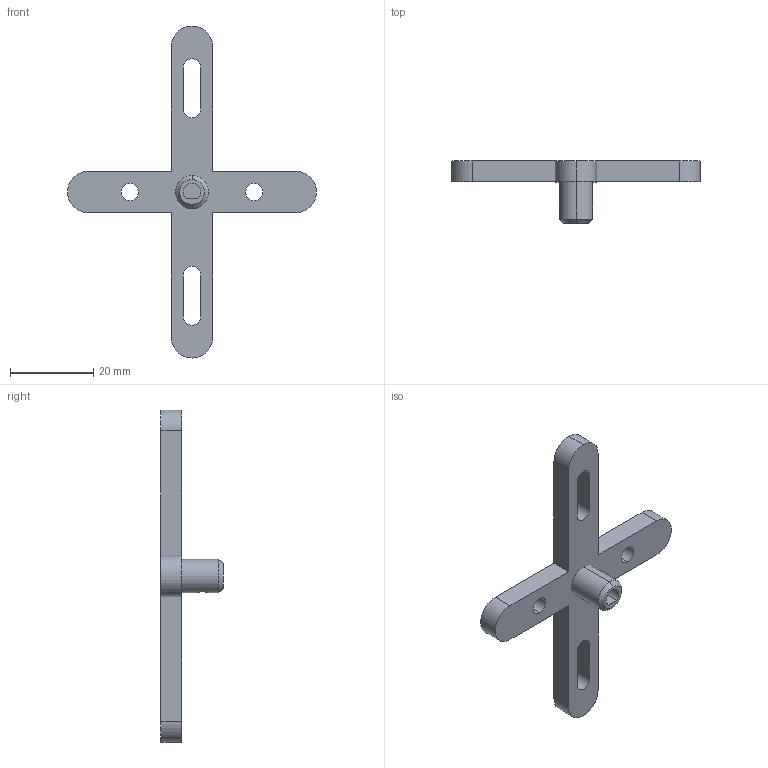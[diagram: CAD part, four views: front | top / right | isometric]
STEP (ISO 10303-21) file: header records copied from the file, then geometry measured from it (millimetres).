
FILE_DESCRIPTION (( 'STEP AP203' ), '1' );
FILE_NAME ('dc acces_Default_sldprt.STEP', '2023-11-23T14:39:33', ( '' ), ( '' ), 'SwSTEP 2.0', 'SolidWorks 2022', '' );
FILE_SCHEMA (( 'CONFIG_CONTROL_DESIGN' ));
Length unit declared in the file: millimetre
Products named in the file (1): dc acces_Default_sldprt
Bounding box: 60 x 15 x 80 mm (x, y, z)
Volume: 5934.1 mm3; surface area: 4396.3 mm2
Topology: 1 solids, 1 shells, 40 faces, 106 edges, 70 vertices
Faces by surface type: cylinder 20, plane 18, cone 2
Entity records: 1381 total; most frequent: CARTESIAN_POINT 259, DIRECTION 224, ORIENTED_EDGE 212, EDGE_CURVE 106, AXIS2_PLACEMENT_3D 81, VERTEX_POINT 70, LINE 62, VECTOR 62
